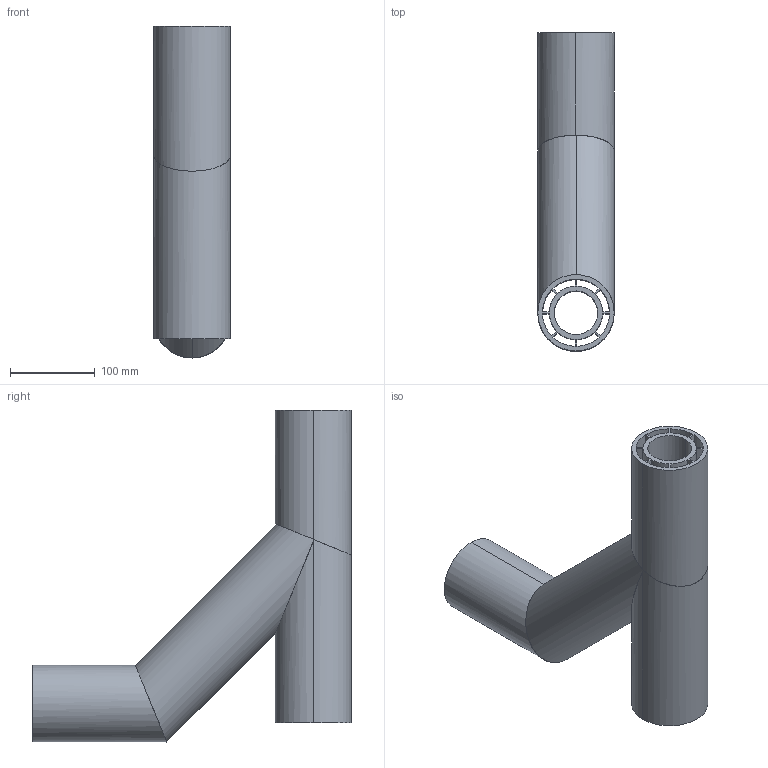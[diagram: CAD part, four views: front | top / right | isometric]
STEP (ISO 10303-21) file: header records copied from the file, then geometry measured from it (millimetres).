
FILE_DESCRIPTION (( 'STEP AP203' ), '1' );
FILE_NAME ('--7888338.STEP', '2015-03-23T15:24:52', ( 'enduser' ), ( '' ), 'SwSTEP 2.0', 'SolidWorks 2014', '' );
FILE_SCHEMA (( 'CONFIG_CONTROL_DESIGN' ));
Length unit declared in the file: inch
Products named in the file (1): --7888338
Bounding box: 90 x 375.86 x 391.31 mm (x, y, z)
Surface area: 555048.3 mm2 (no closed solid volume)
Topology: 0 solids, 4 shells, 118 faces, 374 edges, 260 vertices
Faces by surface type: cylinder 62, plane 56
Entity records: 4314 total; most frequent: CARTESIAN_POINT 1017, ORIENTED_EDGE 710, DIRECTION 584, EDGE_CURVE 374, VERTEX_POINT 260, LINE 226, VECTOR 226, AXIS2_PLACEMENT_3D 179
